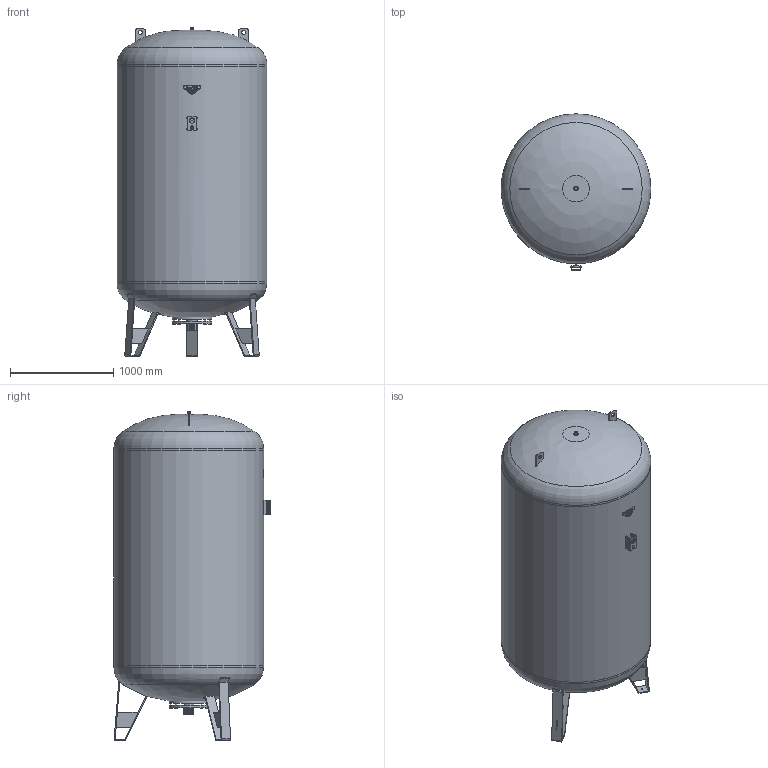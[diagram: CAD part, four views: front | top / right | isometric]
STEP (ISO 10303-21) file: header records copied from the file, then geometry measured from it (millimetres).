
FILE_DESCRIPTION(/* description */ (''),/* implementation_level */ '2;1');
FILE_NAME(/* name */ '19_ULTRA-PRO 4000L V 10bar_11004000001.stp',/* time_stamp */ '2019-09-03T15:20:41+03:00',/* author */ ('shkarinov'),/* organization */ (''),/* preprocessor_version */ 'ST-DEVELOPER v16.5',/* originating_system */ 'Autodesk Inventor 2017',/* authorisation */ '');
FILE_SCHEMA (('AUTOMOTIVE_DESIGN { 1 0 10303 214 3 1 1 }'));
Length unit declared in the file: inch
Products named in the file (1): 19_ULTRA-PRO 4000L V 10bar_11004000001
Bounding box: 1450.2 x 1513.32 x 3180 mm (x, y, z)
Volume: 4263007407.8 mm3; surface area: 18825370.3 mm2
Topology: 10 solids, 13 shells, 682 faces, 1672 edges, 1082 vertices
Faces by surface type: plane 398, cylinder 142, torus 114, cone 26, bspline 2
Full cylindrical faces by diameter (mm): 6 x4, 8 x2, 10.734 x1, 12 x3, 12.26 x1, 12.78 x1, 12.825 x1, 16 x8, 22.804 x2, 35 x1, 40 x2, 43 x1, 52.09 x1, 55 x1, 57.001 x1, 94.465 x1, 96.026 x1, 100 x2, 380 x2, 1450 x1, 1450.2 x2
Entity records: 21196 total; most frequent: CARTESIAN_POINT 5248, DIRECTION 3075, ORIENTED_EDGE 2940, EDGE_CURVE 1468, AXIS2_PLACEMENT_3D 1121, VERTEX_POINT 1057, EDGE_LOOP 971, LINE 833
